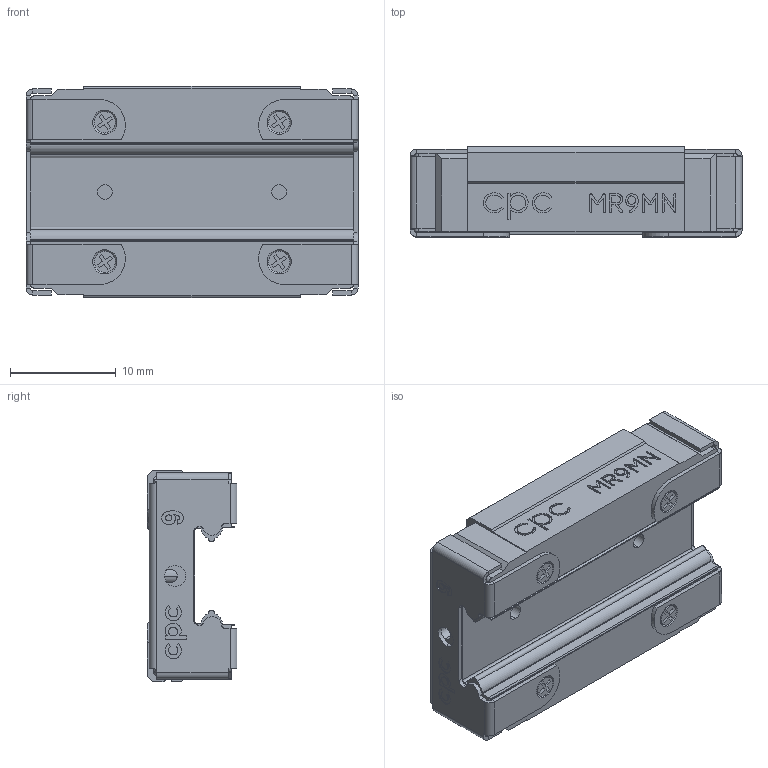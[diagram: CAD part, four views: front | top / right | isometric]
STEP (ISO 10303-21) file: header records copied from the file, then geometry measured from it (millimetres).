
FILE_DESCRIPTION (( 'STEP AP214' ), '1' );
FILE_NAME ('9MN-SUE-ZUE-BLOCK.STEP', '2012-07-13T11:07:06', ( 'CMU02' ), ( '' ), 'SwSTEP 2.0', 'SolidWorks 2010', '' );
FILE_SCHEMA (( 'AUTOMOTIVE_DESIGN' ));
Length unit declared in the file: millimetre
Products named in the file (5): 9MN-SUE_ZUE-block; M1x0.25-screw-2; screwM1.4_預設; MR9M加強片-x4_Default; 9MN-SUE-ZUE-BLOCK
Assembly tree (9 placements, depth 2):
  9MN-SUE-ZUE-BLOCK
    M1x0.25-screw-2  x4
    MR9M加強片-x4_Default  x2
    screwM1.4_預設  x2
    9MN-SUE_ZUE-block
Bounding box: 31.4 x 8.5 x 20 mm (x, y, z)
Volume: 3809.7 mm3; surface area: 4023.2 mm2
Topology: 9 solids, 9 shells, 1073 faces, 2833 edges, 1842 vertices
Faces by surface type: plane 485, bspline 398, cylinder 138, cone 52
Entity records: 38720 total; most frequent: CARTESIAN_POINT 21079, ORIENTED_EDGE 4044, DIRECTION 2518, EDGE_CURVE 2022, VERTEX_POINT 1324, VECTOR 1176, LINE 1176, EDGE_LOOP 830
